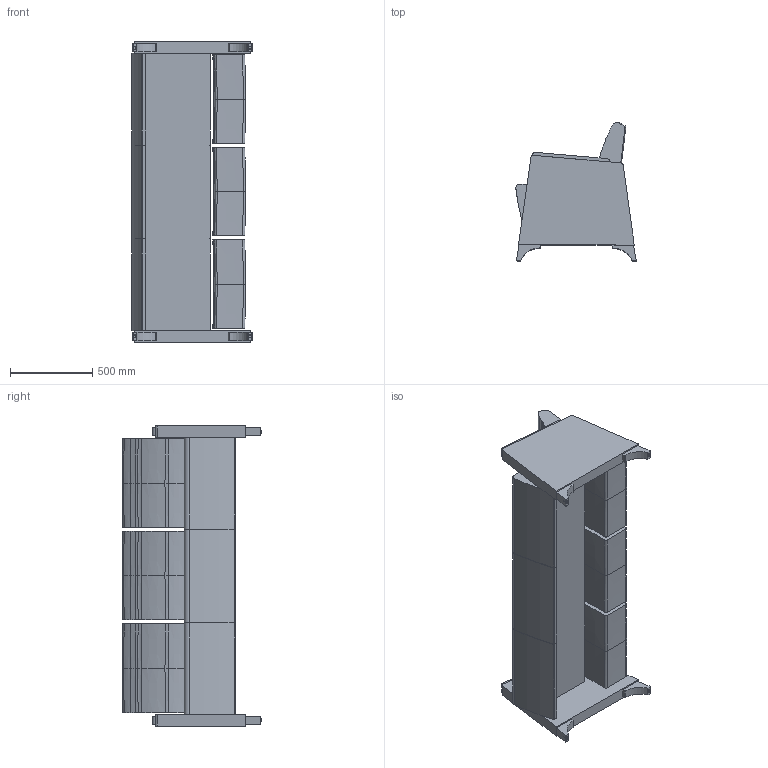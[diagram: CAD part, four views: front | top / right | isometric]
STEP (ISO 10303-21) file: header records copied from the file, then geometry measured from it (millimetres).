
FILE_DESCRIPTION(/* description */ (''),/* implementation_level */ '2;1');
FILE_NAME(/* name */ 'KAU30J (SYMBOL).stp',/* time_stamp */ '2017-03-17T13:46:01-04:00',/* author */ ('emerkel'),/* organization */ (''),/* preprocessor_version */ 'ST-DEVELOPER v16.5',/* originating_system */ 'Autodesk Inventor 2017',/* authorisation */ '');
FILE_SCHEMA (('AUTOMOTIVE_DESIGN { 1 0 10303 214 3 1 1 }'));
Length unit declared in the file: inch
Products named in the file (8): KAU30U-W (SYMBOL); KAD UPH ARM; LEG WBO SQ 2-4 (generic); LEG WBO SQ 2-4 (generic)_1; GLIDE W11-16; KOU10 NEW BACK; CM10B MAC FLAT2; KOU10 SEAT
Assembly tree (14 placements, depth 3):
  KAU30U-W (SYMBOL)
    KAD UPH ARM  x2
    LEG WBO SQ 2-4 (generic)  x4
      LEG WBO SQ 2-4 (generic)_1
      GLIDE W11-16
    KOU10 NEW BACK  x3
    CM10B MAC FLAT2  x2
    KOU10 SEAT
Bounding box: 733.64 x 847.04 x 1828.8 mm (x, y, z)
Volume: 328027215.5 mm3; surface area: 7844602.2 mm2
Topology: 20 solids, 20 shells, 365 faces, 841 edges, 516 vertices
Faces by surface type: bspline 132, plane 100, cylinder 69, cone 60, torus 4
Full cylindrical faces by diameter (mm): 5.842 x8, 8.509 x4, 9.525 x4, 18.263 x4, 19.05 x4
Entity records: 5002 total; most frequent: CARTESIAN_POINT 1586, DIRECTION 664, ORIENTED_EDGE 644, EDGE_CURVE 321, AXIS2_PLACEMENT_3D 270, VERTEX_POINT 214, EDGE_LOOP 168, FACE_OUTER_BOUND 143
